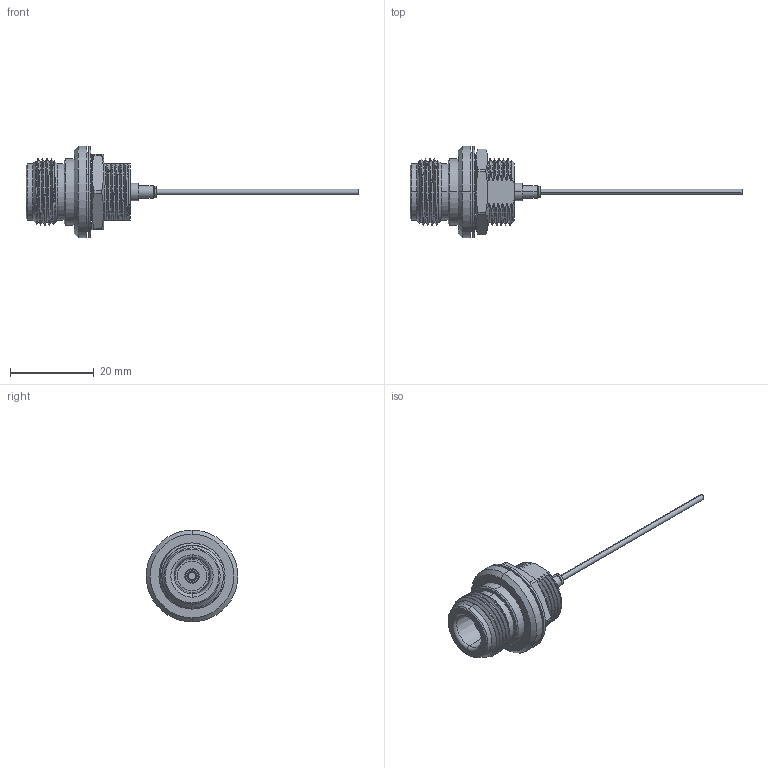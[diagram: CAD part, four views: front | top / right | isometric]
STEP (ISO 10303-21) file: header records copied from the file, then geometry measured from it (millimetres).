
FILE_DESCRIPTION (( 'STEP AP203' ), '1' );
FILE_NAME ('N-J-178.STEP', '2025-03-11T07:39:06', ( '' ), ( '' ), 'SwSTEP 2.0', 'SolidWorks 2022', '' );
FILE_SCHEMA (( 'CONFIG_CONTROL_DESIGN' ));
Length unit declared in the file: millimetre
Products named in the file (1): N-J-178
Bounding box: 79.44 x 22 x 22 mm (x, y, z)
Volume: 4794.8 mm3; surface area: 4232.1 mm2
Topology: 2 solids, 2 shells, 348 faces, 1023 edges, 673 vertices
Faces by surface type: bspline 123, cylinder 110, plane 58, cone 51, torus 6
Entity records: 31412 total; most frequent: CARTESIAN_POINT 23532, ORIENTED_EDGE 2046, DIRECTION 1089, EDGE_CURVE 1023, VERTEX_POINT 673, B_SPLINE_CURVE_WITH_KNOTS 451, AXIS2_PLACEMENT_3D 425, EDGE_LOOP 388
